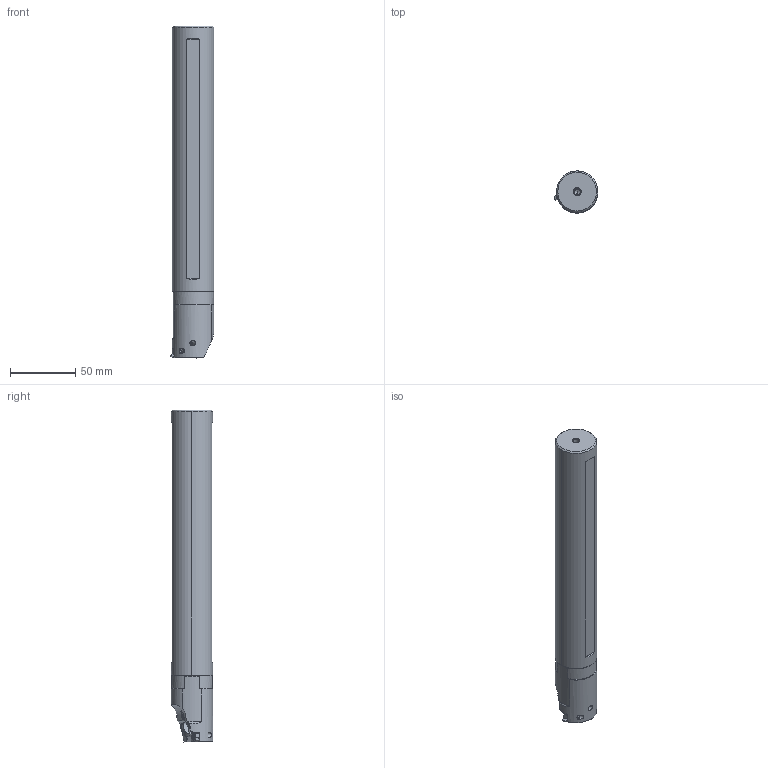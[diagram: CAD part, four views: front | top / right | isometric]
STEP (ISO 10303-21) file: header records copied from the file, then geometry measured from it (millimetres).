
FILE_DESCRIPTION(/* description */ (''),/* implementation_level */ '2;1');
FILE_NAME(/* name */ 'MMTIR203-1_45-1_5-C.stp',/* time_stamp */ '2021-04-05T08:19:24+09:00',/* author */ (''),/* organization */ (''),/* preprocessor_version */ 'ST-DEVELOPER v16',/* originating_system */ 'SIEMENS PLM Software NX 10.0',/* authorisation */ '');
FILE_SCHEMA (('AUTOMOTIVE_DESIGN { 1 0 10303 214 3 1 1 1 }'));
Length unit declared in the file: millimetre
Products named in the file (1): MMTIR203-1_45-1_5-C_ASM
Bounding box: 33.56 x 31.96 x 254.16 mm (x, y, z)
Volume: 187057.3 mm3; surface area: 31811.7 mm2
Topology: 7 solids, 7 shells, 261 faces, 749 edges, 508 vertices
Faces by surface type: cylinder 112, plane 101, cone 40, torus 8
Entity records: 9713 total; most frequent: CARTESIAN_POINT 2422, DIRECTION 1580, ORIENTED_EDGE 1486, EDGE_CURVE 743, AXIS2_PLACEMENT_3D 631, VERTEX_POINT 505, LINE 318, VECTOR 318
